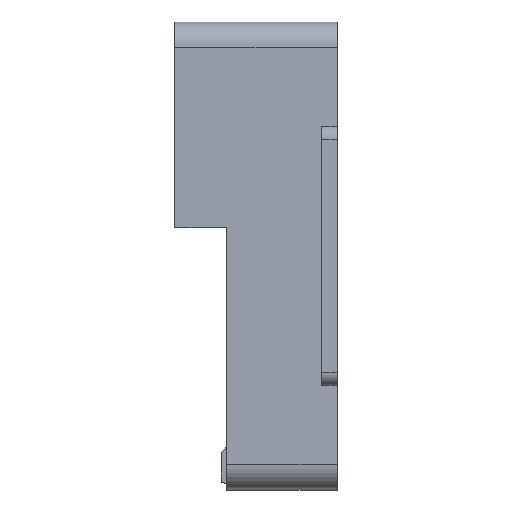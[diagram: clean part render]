
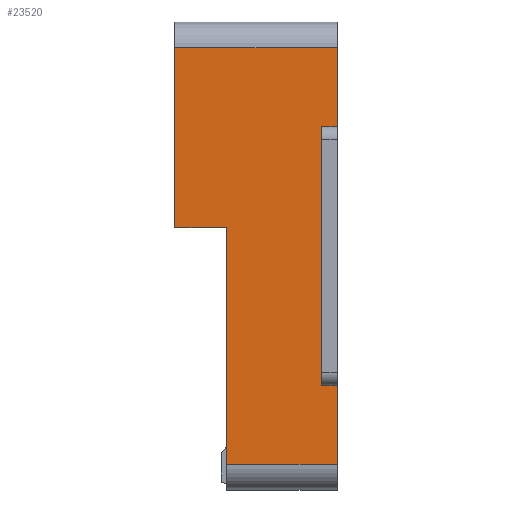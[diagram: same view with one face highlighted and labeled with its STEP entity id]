
A CAD part, left-side view. The second image highlights one B-rep face of the part: STEP entity #23520.
In plain terms, the highlighted planar face has unit normal (-1, 0, 0).
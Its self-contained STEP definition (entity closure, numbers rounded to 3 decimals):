
#113 = ORIENTED_EDGE ( 'NONE', *, *, #6393, .T. ) ;
#283 = DIRECTION ( 'NONE',  ( 0., 0., -1. ) ) ;
#368 = DIRECTION ( 'NONE',  ( 1., 0., 0. ) ) ;
#390 = CARTESIAN_POINT ( 'NONE',  ( -35.85, 2.4, -20. ) ) ;
#420 = DIRECTION ( 'NONE',  ( 0., -1., 0. ) ) ;
#596 = LINE ( 'NONE', #4221, #21454 ) ;
#689 = VECTOR ( 'NONE', #22343, 1000. ) ;
#866 = VERTEX_POINT ( 'NONE', #1405 ) ;
#959 = DIRECTION ( 'NONE',  ( 0., 1., 0. ) ) ;
#1001 = CARTESIAN_POINT ( 'NONE',  ( -35.85, 0., 36.15 ) ) ;
#1107 = VERTEX_POINT ( 'NONE', #21101 ) ;
#1330 = VECTOR ( 'NONE', #10943, 1000. ) ;
#1405 = CARTESIAN_POINT ( 'NONE',  ( -35.85, 0., 32.15 ) ) ;
#2171 = EDGE_CURVE ( 'NONE', #23002, #21111, #5518, .T. ) ;
#2807 = FACE_OUTER_BOUND ( 'NONE', #19812, .T. ) ;
#3097 = EDGE_CURVE ( 'NONE', #866, #21704, #3542, .T. ) ;
#3542 = LINE ( 'NONE', #8915, #1330 ) ;
#3662 = VECTOR ( 'NONE', #13366, 1000. ) ;
#3736 = LINE ( 'NONE', #15997, #14807 ) ;
#3848 = LINE ( 'NONE', #14239, #689 ) ;
#4117 = DIRECTION ( 'NONE',  ( 0., -1., 0. ) ) ;
#4221 = CARTESIAN_POINT ( 'NONE',  ( -35.85, 2.4, 20. ) ) ;
#5225 = VERTEX_POINT ( 'NONE', #5831 ) ;
#5518 = LINE ( 'NONE', #9244, #12467 ) ;
#5831 = CARTESIAN_POINT ( 'NONE',  ( -35.85, 0., -32.15 ) ) ;
#5982 = AXIS2_PLACEMENT_3D ( 'NONE', #22636, #368, #283 ) ;
#6147 = CARTESIAN_POINT ( 'NONE',  ( -35.85, 0., 20. ) ) ;
#6207 = ORIENTED_EDGE ( 'NONE', *, *, #6713, .F. ) ;
#6393 = EDGE_CURVE ( 'NONE', #10133, #21704, #596, .T. ) ;
#6713 = EDGE_CURVE ( 'NONE', #17261, #1107, #3736, .T. ) ;
#7473 = EDGE_CURVE ( 'NONE', #10133, #17261, #19540, .T. ) ;
#7506 = ORIENTED_EDGE ( 'NONE', *, *, #2171, .F. ) ;
#7625 = VECTOR ( 'NONE', #9840, 1000. ) ;
#8137 = ORIENTED_EDGE ( 'NONE', *, *, #3097, .F. ) ;
#8281 = VECTOR ( 'NONE', #13259, 1000. ) ;
#8915 = CARTESIAN_POINT ( 'NONE',  ( -35.85, 0., 36.15 ) ) ;
#9244 = CARTESIAN_POINT ( 'NONE',  ( -35.85, 25.1, 4.35 ) ) ;
#9750 = CARTESIAN_POINT ( 'NONE',  ( -35.85, 2.4, 20. ) ) ;
#9840 = DIRECTION ( 'NONE',  ( 0., 1., 0. ) ) ;
#10133 = VERTEX_POINT ( 'NONE', #9750 ) ;
#10478 = CARTESIAN_POINT ( 'NONE',  ( -35.85, 17.1, -32.15 ) ) ;
#10812 = LINE ( 'NONE', #25325, #8281 ) ;
#10943 = DIRECTION ( 'NONE',  ( 0., 0., -1. ) ) ;
#12463 = ORIENTED_EDGE ( 'NONE', *, *, #24827, .F. ) ;
#12467 = VECTOR ( 'NONE', #16985, 1000. ) ;
#13259 = DIRECTION ( 'NONE',  ( 0., 0., 1. ) ) ;
#13366 = DIRECTION ( 'NONE',  ( 0., 0., -1. ) ) ;
#13412 = CARTESIAN_POINT ( 'NONE',  ( -35.85, 25.1, 4.35 ) ) ;
#13447 = DIRECTION ( 'NONE',  ( 0., 0., -1. ) ) ;
#14042 = ORIENTED_EDGE ( 'NONE', *, *, #20934, .T. ) ;
#14239 = CARTESIAN_POINT ( 'NONE',  ( -35.85, 0., -32.15 ) ) ;
#14438 = PLANE ( 'NONE',  #5982 ) ;
#14807 = VECTOR ( 'NONE', #4117, 1000. ) ;
#15285 = ORIENTED_EDGE ( 'NONE', *, *, #23134, .F. ) ;
#15518 = EDGE_CURVE ( 'NONE', #20784, #5225, #3848, .T. ) ;
#15956 = LINE ( 'NONE', #19174, #20049 ) ;
#15997 = CARTESIAN_POINT ( 'NONE',  ( -35.85, 2.4, -20. ) ) ;
#16188 = ORIENTED_EDGE ( 'NONE', *, *, #22463, .F. ) ;
#16985 = DIRECTION ( 'NONE',  ( 0., 0., 1. ) ) ;
#17248 = CARTESIAN_POINT ( 'NONE',  ( -35.85, 2.4, 20. ) ) ;
#17261 = VERTEX_POINT ( 'NONE', #390 ) ;
#17578 = CARTESIAN_POINT ( 'NONE',  ( -35.85, 25.1, 32.15 ) ) ;
#19174 = CARTESIAN_POINT ( 'NONE',  ( -35.85, 0., 32.15 ) ) ;
#19540 = LINE ( 'NONE', #17248, #25786 ) ;
#19615 = ORIENTED_EDGE ( 'NONE', *, *, #7473, .F. ) ;
#19812 = EDGE_LOOP ( 'NONE', ( #8137, #14042, #7506, #15285, #16188, #22052, #12463, #6207, #19615, #113 ) ) ;
#20044 = CARTESIAN_POINT ( 'NONE',  ( -35.85, 17.1, 4.35 ) ) ;
#20049 = VECTOR ( 'NONE', #959, 1000. ) ;
#20257 = CARTESIAN_POINT ( 'NONE',  ( -35.85, 17.1, 4.35 ) ) ;
#20784 = VERTEX_POINT ( 'NONE', #10478 ) ;
#20934 = EDGE_CURVE ( 'NONE', #866, #21111, #15956, .T. ) ;
#21101 = CARTESIAN_POINT ( 'NONE',  ( -35.85, 0., -20. ) ) ;
#21111 = VERTEX_POINT ( 'NONE', #17578 ) ;
#21454 = VECTOR ( 'NONE', #420, 1000. ) ;
#21704 = VERTEX_POINT ( 'NONE', #6147 ) ;
#22052 = ORIENTED_EDGE ( 'NONE', *, *, #15518, .T. ) ;
#22343 = DIRECTION ( 'NONE',  ( 0., -1., 0. ) ) ;
#22463 = EDGE_CURVE ( 'NONE', #20784, #24971, #10812, .T. ) ;
#22636 = CARTESIAN_POINT ( 'NONE',  ( -35.85, 0., 0. ) ) ;
#23002 = VERTEX_POINT ( 'NONE', #13412 ) ;
#23134 = EDGE_CURVE ( 'NONE', #24971, #23002, #25224, .T. ) ;
#23520 = ADVANCED_FACE ( 'NONE', ( #2807 ), #14438, .F. ) ;
#24827 = EDGE_CURVE ( 'NONE', #1107, #5225, #25138, .T. ) ;
#24971 = VERTEX_POINT ( 'NONE', #20257 ) ;
#25138 = LINE ( 'NONE', #1001, #3662 ) ;
#25224 = LINE ( 'NONE', #20044, #7625 ) ;
#25325 = CARTESIAN_POINT ( 'NONE',  ( -35.85, 17.1, -36.15 ) ) ;
#25786 = VECTOR ( 'NONE', #13447, 1000. ) ;
